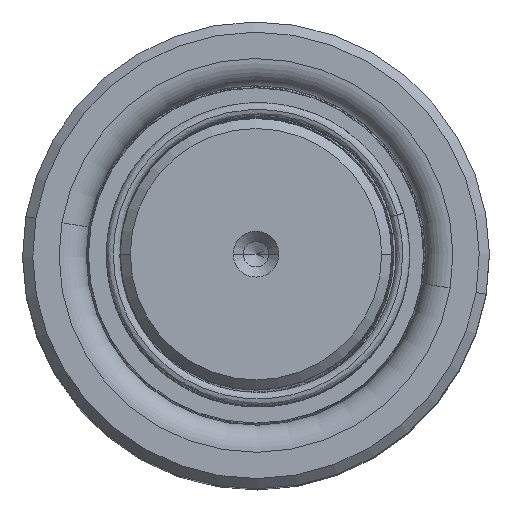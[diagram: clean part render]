
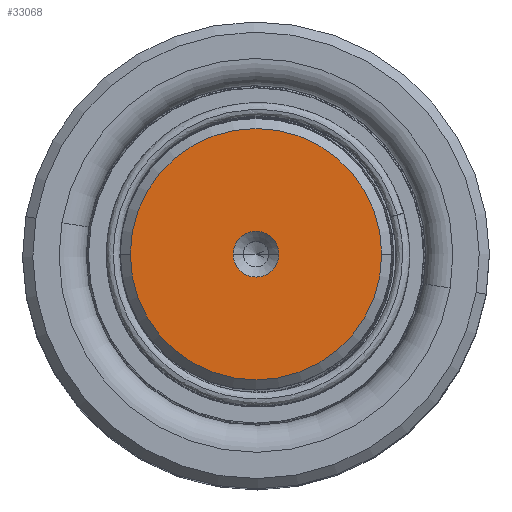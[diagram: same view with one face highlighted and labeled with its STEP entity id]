
A CAD part, top view. The second image highlights one B-rep face of the part: STEP entity #33068.
In plain terms, the highlighted planar face has unit normal (0, 0, 1).
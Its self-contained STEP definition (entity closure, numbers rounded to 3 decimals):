
#30 = DIRECTION ( 'NONE',  ( 0., 0., 1. ) ) ;
#1365 = ORIENTED_EDGE ( 'NONE', *, *, #28549, .F. ) ;
#4065 = CARTESIAN_POINT ( 'NONE',  ( -2.7, 0., 160. ) ) ;
#5602 = DIRECTION ( 'NONE',  ( 1., 0., 0. ) ) ;
#6706 = VERTEX_POINT ( 'NONE', #52115 ) ;
#8718 = DIRECTION ( 'NONE',  ( 1., 0., 0. ) ) ;
#11942 = CIRCLE ( 'NONE', #33751, 14.811 ) ;
#13944 = ORIENTED_EDGE ( 'NONE', *, *, #32099, .T. ) ;
#14564 = CARTESIAN_POINT ( 'NONE',  ( -14.811, 0., 160. ) ) ;
#14726 = AXIS2_PLACEMENT_3D ( 'NONE', #34348, #25106, #38294 ) ;
#19312 = CARTESIAN_POINT ( 'NONE',  ( 0., 0., 160. ) ) ;
#20463 = FACE_OUTER_BOUND ( 'NONE', #27151, .T. ) ;
#21861 = FACE_BOUND ( 'NONE', #46870, .T. ) ;
#22020 = CARTESIAN_POINT ( 'NONE',  ( 0., 0., 160. ) ) ;
#22308 = ORIENTED_EDGE ( 'NONE', *, *, #36082, .T. ) ;
#24493 = AXIS2_PLACEMENT_3D ( 'NONE', #25186, #34031, #43277 ) ;
#24662 = CIRCLE ( 'NONE', #14726, 14.811 ) ;
#25106 = DIRECTION ( 'NONE',  ( 0., 0., 1. ) ) ;
#25186 = CARTESIAN_POINT ( 'NONE',  ( 0., 0., 160. ) ) ;
#25770 = PLANE ( 'NONE',  #24493 ) ;
#27151 = EDGE_LOOP ( 'NONE', ( #22308, #13944 ) ) ;
#28261 = ORIENTED_EDGE ( 'NONE', *, *, #42425, .F. ) ;
#28549 = EDGE_CURVE ( 'NONE', #47198, #6706, #32462, .T. ) ;
#30672 = DIRECTION ( 'NONE',  ( 1., 0., 0. ) ) ;
#32099 = EDGE_CURVE ( 'NONE', #48399, #33249, #24662, .T. ) ;
#32312 = DIRECTION ( 'NONE',  ( 0., 0., 1. ) ) ;
#32462 = CIRCLE ( 'NONE', #53698, 2.7 ) ;
#33068 = ADVANCED_FACE ( 'NONE', ( #21861, #20463 ), #25770, .T. ) ;
#33249 = VERTEX_POINT ( 'NONE', #14564 ) ;
#33751 = AXIS2_PLACEMENT_3D ( 'NONE', #22020, #30, #30672 ) ;
#34031 = DIRECTION ( 'NONE',  ( 0., 0., 1. ) ) ;
#34348 = CARTESIAN_POINT ( 'NONE',  ( 0., 0., 160. ) ) ;
#34935 = AXIS2_PLACEMENT_3D ( 'NONE', #36000, #48925, #8718 ) ;
#36000 = CARTESIAN_POINT ( 'NONE',  ( 0., 0., 160. ) ) ;
#36082 = EDGE_CURVE ( 'NONE', #33249, #48399, #11942, .T. ) ;
#37317 = CIRCLE ( 'NONE', #34935, 2.7 ) ;
#37648 = CARTESIAN_POINT ( 'NONE',  ( 14.811, 0., 160. ) ) ;
#38294 = DIRECTION ( 'NONE',  ( 1., 0., 0. ) ) ;
#42425 = EDGE_CURVE ( 'NONE', #6706, #47198, #37317, .T. ) ;
#43277 = DIRECTION ( 'NONE',  ( 1., 0., 0. ) ) ;
#46870 = EDGE_LOOP ( 'NONE', ( #28261, #1365 ) ) ;
#47198 = VERTEX_POINT ( 'NONE', #4065 ) ;
#48399 = VERTEX_POINT ( 'NONE', #37648 ) ;
#48925 = DIRECTION ( 'NONE',  ( 0., 0., 1. ) ) ;
#52115 = CARTESIAN_POINT ( 'NONE',  ( 2.7, 0., 160. ) ) ;
#53698 = AXIS2_PLACEMENT_3D ( 'NONE', #19312, #32312, #5602 ) ;
